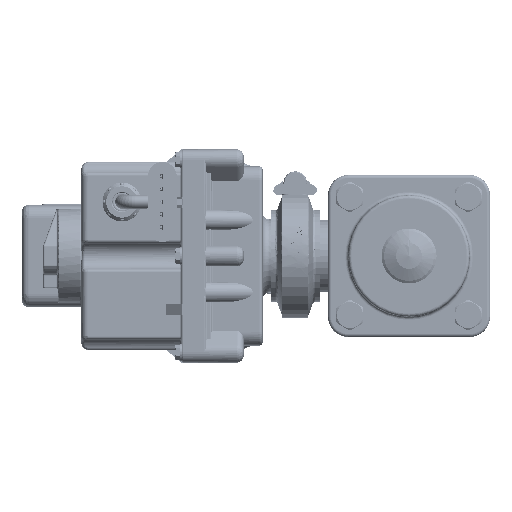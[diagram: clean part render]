
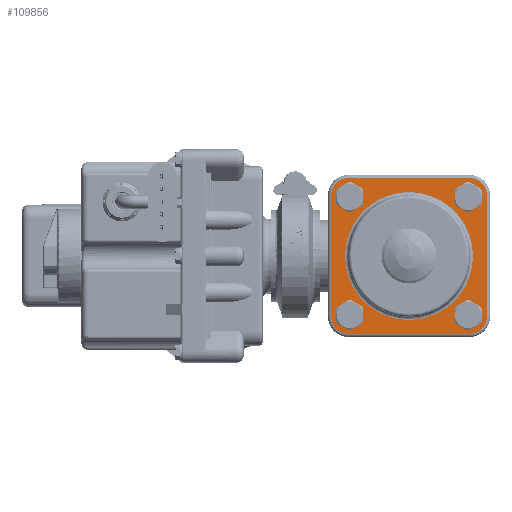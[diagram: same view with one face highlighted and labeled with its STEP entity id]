
A CAD part, left-side view. The second image highlights one B-rep face of the part: STEP entity #109856.
In plain terms, the highlighted face is planar.
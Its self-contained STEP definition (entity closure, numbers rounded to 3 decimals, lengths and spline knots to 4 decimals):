
#5737=FACE_BOUND('',#36883,.T.);
#5738=FACE_BOUND('',#36884,.T.);
#5739=FACE_BOUND('',#36885,.T.);
#5740=FACE_BOUND('',#36886,.T.);
#5741=FACE_BOUND('',#36887,.T.);
#6341=PLANE('',#117614);
#9587=LINE('',#157582,#19365);
#9588=LINE('',#157586,#19366);
#9589=LINE('',#157590,#19367);
#9590=LINE('',#157594,#19368);
#19365=VECTOR('',#127694,0.3937);
#19366=VECTOR('',#127697,0.3937);
#19367=VECTOR('',#127700,0.3937);
#19368=VECTOR('',#127703,0.3937);
#30443=FACE_OUTER_BOUND('',#36882,.T.);
#36882=EDGE_LOOP('',(#76743,#76744,#76745,#76746,#76747,#76748,#76749,#76750));
#36883=EDGE_LOOP('',(#76751,#76752));
#36884=EDGE_LOOP('',(#76753,#76754));
#36885=EDGE_LOOP('',(#76755,#76756));
#36886=EDGE_LOOP('',(#76757,#76758));
#36887=EDGE_LOOP('',(#76759));
#43970=CIRCLE('',#117613,1.185);
#43971=CIRCLE('',#117615,0.315);
#43972=CIRCLE('',#117616,0.315);
#43973=CIRCLE('',#117617,0.315);
#43974=CIRCLE('',#117618,0.315);
#43975=CIRCLE('',#117619,0.175);
#43976=CIRCLE('',#117620,0.175);
#43977=CIRCLE('',#117621,0.175);
#43978=CIRCLE('',#117622,0.175);
#43979=CIRCLE('',#117623,0.175);
#43980=CIRCLE('',#117624,0.175);
#43981=CIRCLE('',#117625,0.175);
#43982=CIRCLE('',#117626,0.175);
#47796=VERTEX_POINT('',#157576);
#47797=VERTEX_POINT('',#157580);
#47798=VERTEX_POINT('',#157581);
#47799=VERTEX_POINT('',#157583);
#47800=VERTEX_POINT('',#157585);
#47801=VERTEX_POINT('',#157587);
#47802=VERTEX_POINT('',#157589);
#47803=VERTEX_POINT('',#157591);
#47804=VERTEX_POINT('',#157593);
#47805=VERTEX_POINT('',#157596);
#47806=VERTEX_POINT('',#157597);
#47807=VERTEX_POINT('',#157600);
#47808=VERTEX_POINT('',#157601);
#47809=VERTEX_POINT('',#157604);
#47810=VERTEX_POINT('',#157605);
#47811=VERTEX_POINT('',#157608);
#47812=VERTEX_POINT('',#157609);
#59074=EDGE_CURVE('',#47796,#47796,#43970,.T.);
#59075=EDGE_CURVE('',#47797,#47798,#9587,.T.);
#59076=EDGE_CURVE('',#47799,#47797,#43971,.T.);
#59077=EDGE_CURVE('',#47800,#47799,#9588,.T.);
#59078=EDGE_CURVE('',#47801,#47800,#43972,.T.);
#59079=EDGE_CURVE('',#47802,#47801,#9589,.T.);
#59080=EDGE_CURVE('',#47803,#47802,#43973,.T.);
#59081=EDGE_CURVE('',#47804,#47803,#9590,.T.);
#59082=EDGE_CURVE('',#47798,#47804,#43974,.T.);
#59083=EDGE_CURVE('',#47805,#47806,#43975,.T.);
#59084=EDGE_CURVE('',#47806,#47805,#43976,.T.);
#59085=EDGE_CURVE('',#47807,#47808,#43977,.T.);
#59086=EDGE_CURVE('',#47808,#47807,#43978,.T.);
#59087=EDGE_CURVE('',#47809,#47810,#43979,.T.);
#59088=EDGE_CURVE('',#47810,#47809,#43980,.T.);
#59089=EDGE_CURVE('',#47811,#47812,#43981,.T.);
#59090=EDGE_CURVE('',#47812,#47811,#43982,.T.);
#76743=ORIENTED_EDGE('',*,*,#59075,.F.);
#76744=ORIENTED_EDGE('',*,*,#59076,.F.);
#76745=ORIENTED_EDGE('',*,*,#59077,.F.);
#76746=ORIENTED_EDGE('',*,*,#59078,.F.);
#76747=ORIENTED_EDGE('',*,*,#59079,.F.);
#76748=ORIENTED_EDGE('',*,*,#59080,.F.);
#76749=ORIENTED_EDGE('',*,*,#59081,.F.);
#76750=ORIENTED_EDGE('',*,*,#59082,.F.);
#76751=ORIENTED_EDGE('',*,*,#59083,.T.);
#76752=ORIENTED_EDGE('',*,*,#59084,.T.);
#76753=ORIENTED_EDGE('',*,*,#59085,.T.);
#76754=ORIENTED_EDGE('',*,*,#59086,.T.);
#76755=ORIENTED_EDGE('',*,*,#59087,.T.);
#76756=ORIENTED_EDGE('',*,*,#59088,.T.);
#76757=ORIENTED_EDGE('',*,*,#59089,.T.);
#76758=ORIENTED_EDGE('',*,*,#59090,.T.);
#76759=ORIENTED_EDGE('',*,*,#59074,.F.);
#109856=ADVANCED_FACE('',(#30443,#5737,#5738,#5739,#5740,#5741),#6341,.T.);
#117613=AXIS2_PLACEMENT_3D('',#157578,#127690,#127691);
#117614=AXIS2_PLACEMENT_3D('',#157579,#127692,#127693);
#117615=AXIS2_PLACEMENT_3D('',#157584,#127695,#127696);
#117616=AXIS2_PLACEMENT_3D('',#157588,#127698,#127699);
#117617=AXIS2_PLACEMENT_3D('',#157592,#127701,#127702);
#117618=AXIS2_PLACEMENT_3D('',#157595,#127704,#127705);
#117619=AXIS2_PLACEMENT_3D('',#157598,#127706,#127707);
#117620=AXIS2_PLACEMENT_3D('',#157599,#127708,#127709);
#117621=AXIS2_PLACEMENT_3D('',#157602,#127710,#127711);
#117622=AXIS2_PLACEMENT_3D('',#157603,#127712,#127713);
#117623=AXIS2_PLACEMENT_3D('',#157606,#127714,#127715);
#117624=AXIS2_PLACEMENT_3D('',#157607,#127716,#127717);
#117625=AXIS2_PLACEMENT_3D('',#157610,#127718,#127719);
#117626=AXIS2_PLACEMENT_3D('',#157611,#127720,#127721);
#127690=DIRECTION('center_axis',(0.,0.,1.));
#127691=DIRECTION('ref_axis',(-1.,0.,0.));
#127692=DIRECTION('center_axis',(0.,0.,1.));
#127693=DIRECTION('ref_axis',(1.,0.,0.));
#127694=DIRECTION('',(1.,0.,0.));
#127695=DIRECTION('center_axis',(0.,0.,-1.));
#127696=DIRECTION('ref_axis',(-0.707,0.707,0.));
#127697=DIRECTION('',(0.,1.,0.));
#127698=DIRECTION('center_axis',(0.,0.,-1.));
#127699=DIRECTION('ref_axis',(-0.707,-0.707,0.));
#127700=DIRECTION('',(-1.,0.,0.));
#127701=DIRECTION('center_axis',(0.,0.,-1.));
#127702=DIRECTION('ref_axis',(0.707,-0.707,0.));
#127703=DIRECTION('',(0.,-1.,0.));
#127704=DIRECTION('center_axis',(0.,0.,-1.));
#127705=DIRECTION('ref_axis',(0.707,0.707,0.));
#127706=DIRECTION('center_axis',(0.,0.,-1.));
#127707=DIRECTION('ref_axis',(0.,-1.,0.));
#127708=DIRECTION('center_axis',(0.,0.,-1.));
#127709=DIRECTION('ref_axis',(0.,-1.,0.));
#127710=DIRECTION('center_axis',(0.,0.,-1.));
#127711=DIRECTION('ref_axis',(-1.,0.,0.));
#127712=DIRECTION('center_axis',(0.,0.,-1.));
#127713=DIRECTION('ref_axis',(-1.,0.,0.));
#127714=DIRECTION('center_axis',(0.,0.,-1.));
#127715=DIRECTION('ref_axis',(0.,1.,0.));
#127716=DIRECTION('center_axis',(0.,0.,-1.));
#127717=DIRECTION('ref_axis',(0.,1.,0.));
#127718=DIRECTION('center_axis',(0.,0.,-1.));
#127719=DIRECTION('ref_axis',(1.,0.,0.));
#127720=DIRECTION('center_axis',(0.,0.,-1.));
#127721=DIRECTION('ref_axis',(1.,0.,0.));
#157576=CARTESIAN_POINT('',(1.185,0.,0.59));
#157578=CARTESIAN_POINT('Origin',(0.,0.,0.59));
#157579=CARTESIAN_POINT('Origin',(0.,0.,
0.59));
#157580=CARTESIAN_POINT('',(-1.125,1.44,0.59));
#157581=CARTESIAN_POINT('',(1.125,1.44,0.59));
#157582=CARTESIAN_POINT('',(-0.75,1.44,0.59));
#157583=CARTESIAN_POINT('',(-1.44,1.125,0.59));
#157584=CARTESIAN_POINT('Origin',(-1.125,1.125,0.59));
#157585=CARTESIAN_POINT('',(-1.44,-1.125,0.59));
#157586=CARTESIAN_POINT('',(-1.44,-0.75,0.59));
#157587=CARTESIAN_POINT('',(-1.125,-1.44,0.59));
#157588=CARTESIAN_POINT('Origin',(-1.125,-1.125,0.59));
#157589=CARTESIAN_POINT('',(1.125,-1.44,0.59));
#157590=CARTESIAN_POINT('',(0.75,-1.44,0.59));
#157591=CARTESIAN_POINT('',(1.44,-1.125,0.59));
#157592=CARTESIAN_POINT('Origin',(1.125,-1.125,0.59));
#157593=CARTESIAN_POINT('',(1.44,1.125,0.59));
#157594=CARTESIAN_POINT('',(1.44,0.75,0.59));
#157595=CARTESIAN_POINT('Origin',(1.125,1.125,0.59));
#157596=CARTESIAN_POINT('',(1.094,0.919,0.59));
#157597=CARTESIAN_POINT('',(1.094,1.269,0.59));
#157598=CARTESIAN_POINT('Origin',(1.094,1.094,0.59));
#157599=CARTESIAN_POINT('Origin',(1.094,1.094,0.59));
#157600=CARTESIAN_POINT('',(0.919,-1.094,0.59));
#157601=CARTESIAN_POINT('',(1.269,-1.094,0.59));
#157602=CARTESIAN_POINT('Origin',(1.094,-1.094,0.59));
#157603=CARTESIAN_POINT('Origin',(1.094,-1.094,0.59));
#157604=CARTESIAN_POINT('',(-1.094,-0.919,0.59));
#157605=CARTESIAN_POINT('',(-1.094,-1.269,0.59));
#157606=CARTESIAN_POINT('Origin',(-1.094,-1.094,0.59));
#157607=CARTESIAN_POINT('Origin',(-1.094,-1.094,0.59));
#157608=CARTESIAN_POINT('',(-0.919,1.094,0.59));
#157609=CARTESIAN_POINT('',(-1.269,1.094,0.59));
#157610=CARTESIAN_POINT('Origin',(-1.094,1.094,0.59));
#157611=CARTESIAN_POINT('Origin',(-1.094,1.094,0.59));
